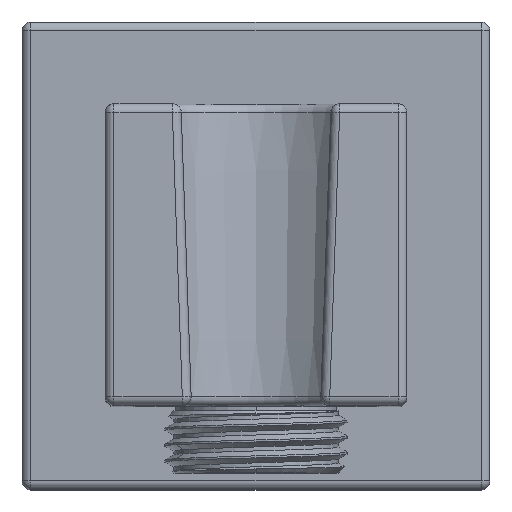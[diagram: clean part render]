
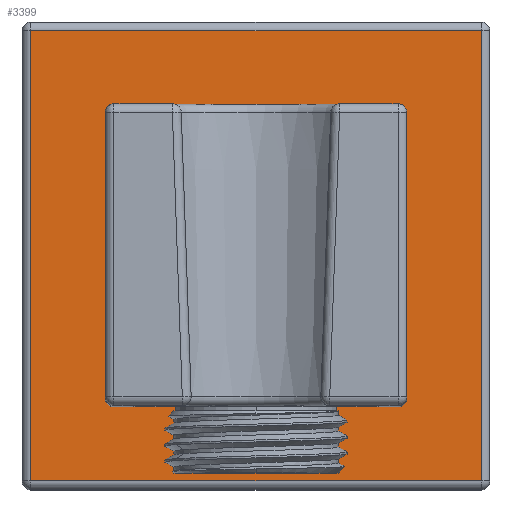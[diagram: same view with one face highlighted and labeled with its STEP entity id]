
A CAD part, top view. The second image highlights one B-rep face of the part: STEP entity #3399.
In plain terms, the highlighted planar face has unit normal (0, 0, 1).
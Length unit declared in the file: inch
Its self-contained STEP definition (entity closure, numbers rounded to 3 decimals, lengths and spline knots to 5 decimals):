
#44=DIRECTION('',(-1.,0.,0.));
#45=VECTOR('',#44,1.275);
#46=CARTESIAN_POINT('',(0.6375,-0.6775,0.305));
#47=LINE('',#46,#45);
#87=DIRECTION('',(1.,0.,0.));
#88=VECTOR('',#87,2.02);
#89=CARTESIAN_POINT('',(-1.01,-1.01,0.305));
#90=LINE('',#89,#88);
#91=DIRECTION('',(0.,-1.,0.));
#92=VECTOR('',#91,2.02);
#93=CARTESIAN_POINT('',(-1.01,1.01,0.305));
#94=LINE('',#93,#92);
#95=DIRECTION('',(-1.,0.,0.));
#96=VECTOR('',#95,2.02);
#97=CARTESIAN_POINT('',(1.01,1.01,0.305));
#98=LINE('',#97,#96);
#99=DIRECTION('',(0.,1.,0.));
#100=VECTOR('',#99,2.02);
#101=CARTESIAN_POINT('',(1.01,-1.01,0.305));
#102=LINE('',#101,#100);
#247=DIRECTION('',(1.,0.,0.));
#248=VECTOR('',#247,1.275);
#249=CARTESIAN_POINT('',(-0.6375,0.6775,0.305));
#250=LINE('',#249,#248);
#280=CARTESIAN_POINT('',(0.6375,0.6375,0.305));
#281=DIRECTION('',(0.,0.,1.));
#282=DIRECTION('',(1.,0.,0.));
#283=AXIS2_PLACEMENT_3D('',#280,#281,#282);
#285=DIRECTION('',(0.,-1.,0.));
#286=VECTOR('',#285,1.275);
#287=CARTESIAN_POINT('',(0.6775,0.6375,0.305));
#288=LINE('',#287,#286);
#301=CARTESIAN_POINT('',(0.6375,-0.6375,0.305));
#302=DIRECTION('',(0.,0.,1.));
#303=DIRECTION('',(0.,-1.,0.));
#304=AXIS2_PLACEMENT_3D('',#301,#302,#303);
#487=CARTESIAN_POINT('',(-0.6375,0.6375,0.305));
#488=DIRECTION('',(0.,0.,-1.));
#489=DIRECTION('',(-1.,0.,0.));
#490=AXIS2_PLACEMENT_3D('',#487,#488,#489);
#497=DIRECTION('',(0.,1.,0.));
#498=VECTOR('',#497,1.275);
#499=CARTESIAN_POINT('',(-0.6775,-0.6375,0.305));
#500=LINE('',#499,#498);
#513=CARTESIAN_POINT('',(-0.6375,-0.6375,0.305));
#514=DIRECTION('',(0.,0.,-1.));
#515=DIRECTION('',(0.,-1.,0.));
#516=AXIS2_PLACEMENT_3D('',#513,#514,#515);
#3237=CARTESIAN_POINT('',(-1.01,-1.01,0.305));
#3238=CARTESIAN_POINT('',(1.01,-1.01,0.305));
#3239=VERTEX_POINT('',#3237);
#3240=VERTEX_POINT('',#3238);
#3245=CARTESIAN_POINT('',(1.01,1.01,0.305));
#3246=VERTEX_POINT('',#3245);
#3251=CARTESIAN_POINT('',(-1.01,1.01,0.305));
#3252=VERTEX_POINT('',#3251);
#3257=CARTESIAN_POINT('',(-0.6375,0.6775,0.305));
#3258=CARTESIAN_POINT('',(0.6375,0.6775,0.305));
#3259=VERTEX_POINT('',#3257);
#3260=VERTEX_POINT('',#3258);
#3261=CARTESIAN_POINT('',(0.6775,0.6375,0.305));
#3262=CARTESIAN_POINT('',(0.6775,-0.6375,0.305));
#3263=VERTEX_POINT('',#3261);
#3264=VERTEX_POINT('',#3262);
#3265=CARTESIAN_POINT('',(0.6375,-0.6775,0.305));
#3266=CARTESIAN_POINT('',(-0.6375,-0.6775,0.305));
#3267=VERTEX_POINT('',#3265);
#3268=VERTEX_POINT('',#3266);
#3269=CARTESIAN_POINT('',(-0.6775,-0.6375,0.305));
#3270=CARTESIAN_POINT('',(-0.6775,0.6375,0.305));
#3271=VERTEX_POINT('',#3269);
#3272=VERTEX_POINT('',#3270);
#3367=CARTESIAN_POINT('',(0.,0.,0.305));
#3368=DIRECTION('',(0.,0.,1.));
#3369=DIRECTION('',(0.,-1.,0.));
#3370=AXIS2_PLACEMENT_3D('',#3367,#3368,#3369);
#3371=PLANE('',#3370);
#3373=ORIENTED_EDGE('',*,*,#3372,.F.);
#3375=ORIENTED_EDGE('',*,*,#3374,.F.);
#3377=ORIENTED_EDGE('',*,*,#3376,.F.);
#3379=ORIENTED_EDGE('',*,*,#3378,.F.);
#3380=EDGE_LOOP('',(#3373,#3375,#3377,#3379));
#3381=FACE_OUTER_BOUND('',#3380,.F.);
#3383=ORIENTED_EDGE('',*,*,#3382,.F.);
#3385=ORIENTED_EDGE('',*,*,#3384,.F.);
#3387=ORIENTED_EDGE('',*,*,#3386,.F.);
#3389=ORIENTED_EDGE('',*,*,#3388,.F.);
#3390=ORIENTED_EDGE('',*,*,#3343,.F.);
#3392=ORIENTED_EDGE('',*,*,#3391,.T.);
#3394=ORIENTED_EDGE('',*,*,#3393,.F.);
#3396=ORIENTED_EDGE('',*,*,#3395,.T.);
#3397=EDGE_LOOP('',(#3383,#3385,#3387,#3389,#3390,#3392,#3394,#3396));
#3398=FACE_BOUND('',#3397,.F.);
#3399=ADVANCED_FACE('',(#3381,#3398),#3371,.T.);
#284=CIRCLE('',#283,0.04);
#305=CIRCLE('',#304,0.04);
#491=CIRCLE('',#490,0.04);
#517=CIRCLE('',#516,0.04);
#3343=EDGE_CURVE('',#3267,#3268,#47,.T.);
#3372=EDGE_CURVE('',#3239,#3240,#90,.T.);
#3374=EDGE_CURVE('',#3252,#3239,#94,.T.);
#3376=EDGE_CURVE('',#3246,#3252,#98,.T.);
#3378=EDGE_CURVE('',#3240,#3246,#102,.T.);
#3382=EDGE_CURVE('',#3259,#3260,#250,.T.);
#3384=EDGE_CURVE('',#3272,#3259,#491,.T.);
#3386=EDGE_CURVE('',#3271,#3272,#500,.T.);
#3388=EDGE_CURVE('',#3268,#3271,#517,.T.);
#3391=EDGE_CURVE('',#3267,#3264,#305,.T.);
#3393=EDGE_CURVE('',#3263,#3264,#288,.T.);
#3395=EDGE_CURVE('',#3263,#3260,#284,.T.);
